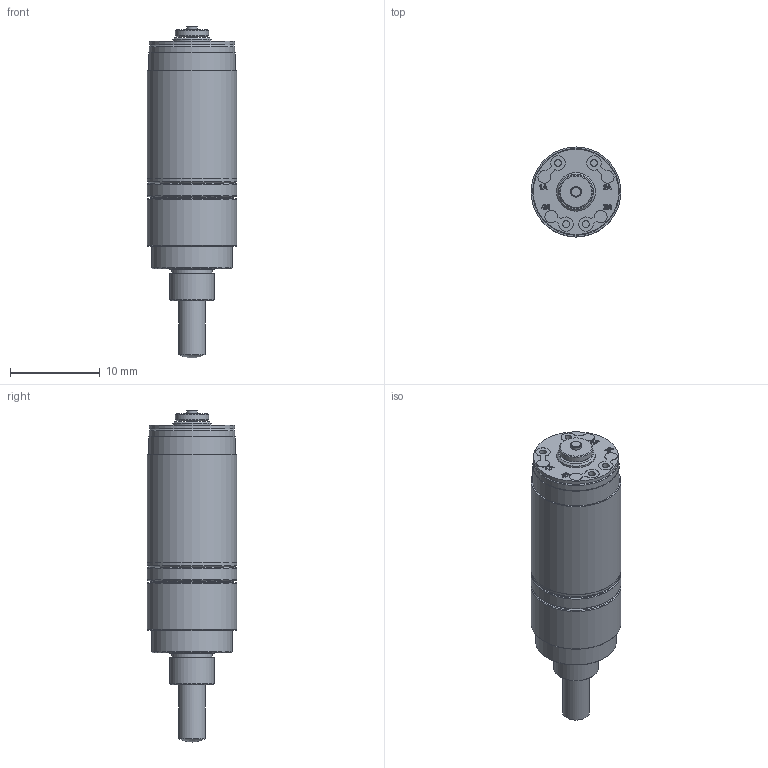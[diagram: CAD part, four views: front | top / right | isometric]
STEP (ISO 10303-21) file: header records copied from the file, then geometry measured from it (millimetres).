
FILE_DESCRIPTION(/* description */ (''),/* implementation_level */ '2;1');
FILE_NAME(/* name */ 'model_product_id109.stp',/* time_stamp */ '2016-07-19T14:35:44+02:00',/* author */ ('SD'),/* organization */ ('Micromotion GmbH Germany'),/* preprocessor_version */ 'ST-DEVELOPER v16.1',/* originating_system */ 'Autodesk Inventor 2016',/* authorisation */ '');
FILE_SCHEMA (('AUTOMOTIVE_DESIGN { 1 0 10303 214 3 1 1 }'));
Length unit declared in the file: millimetre
Products named in the file (1): MHD-10-160-IH-S-SPM0121_Shrinkwrap_1
Bounding box: 10 x 10 x 36.94 mm (x, y, z)
Volume: 2049.4 mm3; surface area: 1130.9 mm2
Topology: 1 solids, 1 shells, 195 faces, 449 edges, 295 vertices
Faces by surface type: plane 106, cylinder 45, bspline 27, cone 12, torus 4, sphere 1
Full cylindrical faces by diameter (mm): 0.75 x4, 1.2 x2, 3 x1, 3.7 x1, 4.3 x1, 4.5 x1, 5 x2, 9 x1, 9.1 x1, 9.5 x2, 9.65 x1, 9.95 x1, 10 x3
Entity records: 7017 total; most frequent: CARTESIAN_POINT 2536, ORIENTED_EDGE 818, DIRECTION 803, EDGE_CURVE 409, VERTEX_POINT 292, AXIS2_PLACEMENT_3D 277, EDGE_LOOP 271, LINE 249
